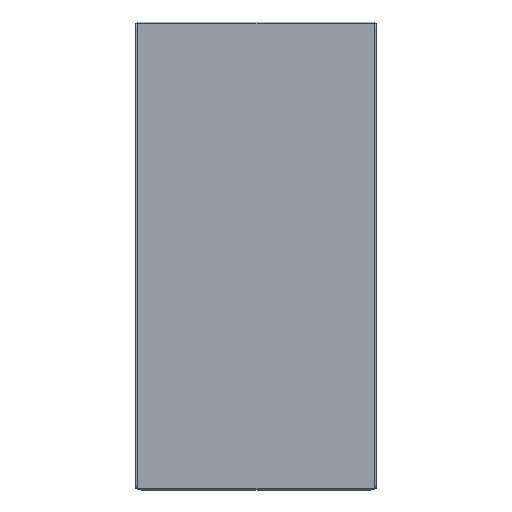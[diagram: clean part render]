
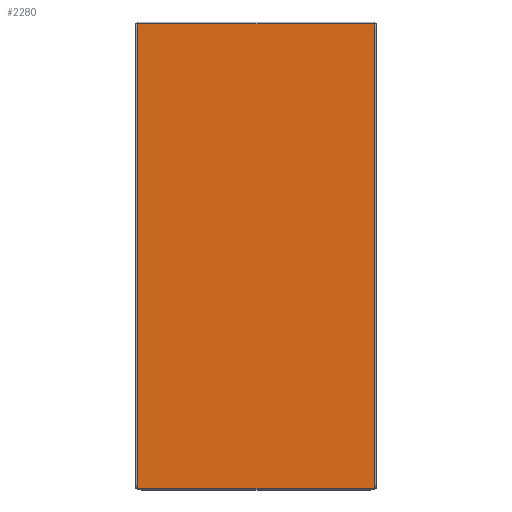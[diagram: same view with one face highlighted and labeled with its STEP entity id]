
A CAD part, top view. The second image highlights one B-rep face of the part: STEP entity #2280.
In plain terms, the highlighted planar face has unit normal (0, 0, 1).
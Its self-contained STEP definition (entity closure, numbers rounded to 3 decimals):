
#35 = DIRECTION ( 'NONE',  ( 0., 0., 1. ) ) ;
#36 = ORIENTED_EDGE ( 'NONE', *, *, #451, .T. ) ;
#69 = LINE ( 'NONE', #1195, #533 ) ;
#211 = AXIS2_PLACEMENT_3D ( 'NONE', #1711, #35, #1717 ) ;
#272 = CARTESIAN_POINT ( 'NONE',  ( 150.5, -295.5, 0. ) ) ;
#405 = VERTEX_POINT ( 'NONE', #967 ) ;
#451 = EDGE_CURVE ( 'NONE', #2125, #1196, #69, .T. ) ;
#474 = EDGE_CURVE ( 'NONE', #2406, #405, #1527, .T. ) ;
#533 = VECTOR ( 'NONE', #2357, 1000. ) ;
#584 = LINE ( 'NONE', #2297, #949 ) ;
#689 = DIRECTION ( 'NONE',  ( 1., 0., 0. ) ) ;
#836 = CARTESIAN_POINT ( 'NONE',  ( 150.5, -295.5, 0. ) ) ;
#940 = EDGE_LOOP ( 'NONE', ( #36, #2076, #1683, #1183 ) ) ;
#949 = VECTOR ( 'NONE', #1911, 1000. ) ;
#955 = VECTOR ( 'NONE', #1171, 1000. ) ;
#967 = CARTESIAN_POINT ( 'NONE',  ( 150.5, 295.5, 0. ) ) ;
#1072 = EDGE_CURVE ( 'NONE', #405, #2125, #584, .T. ) ;
#1103 = FACE_OUTER_BOUND ( 'NONE', #940, .T. ) ;
#1171 = DIRECTION ( 'NONE',  ( 0., 1., 0. ) ) ;
#1183 = ORIENTED_EDGE ( 'NONE', *, *, #1072, .T. ) ;
#1195 = CARTESIAN_POINT ( 'NONE',  ( -150.5, -295.5, 0. ) ) ;
#1196 = VERTEX_POINT ( 'NONE', #2070 ) ;
#1513 = CARTESIAN_POINT ( 'NONE',  ( 150.5, -295.5, 0. ) ) ;
#1518 = EDGE_CURVE ( 'NONE', #1196, #2406, #2052, .T. ) ;
#1527 = LINE ( 'NONE', #272, #955 ) ;
#1683 = ORIENTED_EDGE ( 'NONE', *, *, #474, .T. ) ;
#1711 = CARTESIAN_POINT ( 'NONE',  ( 0., 0., 0. ) ) ;
#1717 = DIRECTION ( 'NONE',  ( 1., 0., 0. ) ) ;
#1831 = CARTESIAN_POINT ( 'NONE',  ( -150.5, 295.5, 0. ) ) ;
#1911 = DIRECTION ( 'NONE',  ( -1., 0., 0. ) ) ;
#2052 = LINE ( 'NONE', #836, #2205 ) ;
#2070 = CARTESIAN_POINT ( 'NONE',  ( -150.5, -295.5, 0. ) ) ;
#2076 = ORIENTED_EDGE ( 'NONE', *, *, #1518, .T. ) ;
#2125 = VERTEX_POINT ( 'NONE', #1831 ) ;
#2205 = VECTOR ( 'NONE', #689, 1000. ) ;
#2280 = ADVANCED_FACE ( 'NONE', ( #1103 ), #2424, .T. ) ;
#2297 = CARTESIAN_POINT ( 'NONE',  ( 150.5, 295.5, 0. ) ) ;
#2357 = DIRECTION ( 'NONE',  ( 0., -1., 0. ) ) ;
#2406 = VERTEX_POINT ( 'NONE', #1513 ) ;
#2424 = PLANE ( 'NONE',  #211 ) ;
